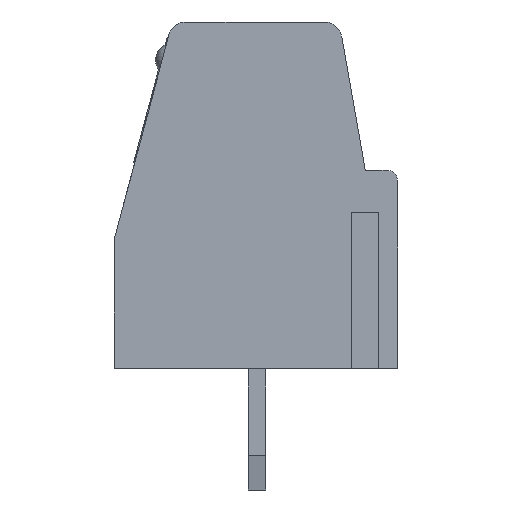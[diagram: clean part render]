
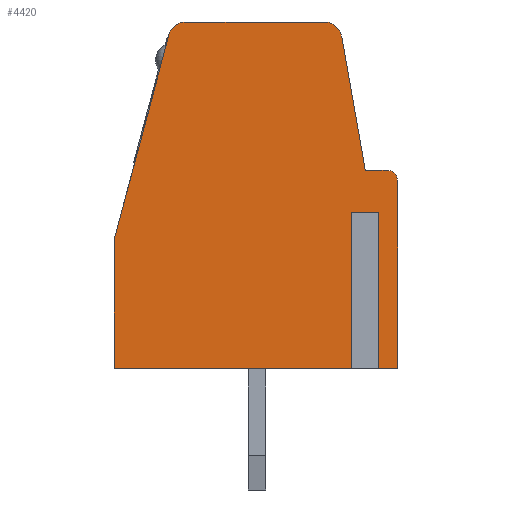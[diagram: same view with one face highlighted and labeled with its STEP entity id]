
A CAD part, left-side view. The second image highlights one B-rep face of the part: STEP entity #4420.
In plain terms, the highlighted planar face has unit normal (-1, 0, 0).
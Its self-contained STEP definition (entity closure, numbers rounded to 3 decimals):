
#4420=ADVANCED_FACE('',(#8774),#8775,.F.);
#8774=FACE_OUTER_BOUND('',#13936,.T.);
#8775=PLANE('',#13937);
#13936=EDGE_LOOP('',(#24468,#24469,#24470,#24471,#24472,#24473,#24474,#24475,#24476,#24477,#24478,#24479,#24480,#24481));
#13937=AXIS2_PLACEMENT_3D('',#24482,#24483,#24484);
#24468=ORIENTED_EDGE('',*,*,#28247,.F.);
#24469=ORIENTED_EDGE('',*,*,#28248,.F.);
#24470=ORIENTED_EDGE('',*,*,#28249,.F.);
#24471=ORIENTED_EDGE('',*,*,#28250,.F.);
#24472=ORIENTED_EDGE('',*,*,#28095,.F.);
#24473=ORIENTED_EDGE('',*,*,#28092,.F.);
#24474=ORIENTED_EDGE('',*,*,#28104,.T.);
#24475=ORIENTED_EDGE('',*,*,#28107,.F.);
#24476=ORIENTED_EDGE('',*,*,#28110,.T.);
#24477=ORIENTED_EDGE('',*,*,#28113,.T.);
#24478=ORIENTED_EDGE('',*,*,#28118,.T.);
#24479=ORIENTED_EDGE('',*,*,#28137,.T.);
#24480=ORIENTED_EDGE('',*,*,#28251,.T.);
#24481=ORIENTED_EDGE('',*,*,#28252,.F.);
#24482=CARTESIAN_POINT('',(0.,4.239,3.926));
#24483=DIRECTION('',(1.0,0.0,0.0));
#24484=DIRECTION('',(0.0,1.0,0.0));
#28092=EDGE_CURVE('',#33169,#33167,#33171,.T.);
#28095=EDGE_CURVE('',#33167,#33173,#33175,.T.);
#28104=EDGE_CURVE('',#33169,#33188,#33190,.T.);
#28107=EDGE_CURVE('',#33192,#33188,#33194,.T.);
#28110=EDGE_CURVE('',#33192,#33196,#33198,.T.);
#28113=EDGE_CURVE('',#33196,#33200,#33202,.T.);
#28118=EDGE_CURVE('',#33200,#33206,#33208,.T.);
#28137=EDGE_CURVE('',#33206,#33232,#33234,.T.);
#28247=EDGE_CURVE('',#33392,#33393,#33394,.T.);
#28248=EDGE_CURVE('',#33395,#33392,#33396,.T.);
#28249=EDGE_CURVE('',#33397,#33395,#33398,.T.);
#28250=EDGE_CURVE('',#33173,#33397,#33399,.T.);
#28251=EDGE_CURVE('',#33232,#33400,#33401,.T.);
#28252=EDGE_CURVE('',#33393,#33400,#33402,.T.);
#33167=VERTEX_POINT('',#40719);
#33169=VERTEX_POINT('',#40722);
#33171=CIRCLE('',#40725,0.3);
#33173=VERTEX_POINT('',#40727);
#33175=LINE('',#40730,#40731);
#33188=VERTEX_POINT('',#40750);
#33190=LINE('',#40753,#40754);
#33192=VERTEX_POINT('',#40756);
#33194=LINE('',#40759,#40760);
#33196=VERTEX_POINT('',#40762);
#33198=CIRCLE('',#40765,0.5);
#33200=VERTEX_POINT('',#40767);
#33202=LINE('',#40770,#40771);
#33206=VERTEX_POINT('',#40775);
#33208=CIRCLE('',#40778,0.5);
#33232=VERTEX_POINT('',#40809);
#33234=LINE('',#40812,#40813);
#33392=VERTEX_POINT('',#41044);
#33393=VERTEX_POINT('',#41045);
#33394=LINE('',#41046,#41047);
#33395=VERTEX_POINT('',#41048);
#33396=LINE('',#41049,#41050);
#33397=VERTEX_POINT('',#41051);
#33398=LINE('',#41052,#41053);
#33399=LINE('',#41054,#41055);
#33400=VERTEX_POINT('',#41056);
#33401=LINE('',#41057,#41058);
#33402=LINE('',#41059,#41060);
#40719=CARTESIAN_POINT('',(0.,0.,5.4));
#40722=CARTESIAN_POINT('',(0.,0.3,5.7));
#40725=AXIS2_PLACEMENT_3D('',#43980,#43981,#43982);
#40727=CARTESIAN_POINT('',(0.,0.,0.0));
#40730=CARTESIAN_POINT('',(0.,0.,3.926));
#40731=VECTOR('',#43984,1.0);
#40750=CARTESIAN_POINT('',(0.,0.928,5.7));
#40753=CARTESIAN_POINT('',(0.,0.,5.7));
#40754=VECTOR('',#43992,1.0);
#40756=CARTESIAN_POINT('',(0.,1.608,9.557));
#40759=CARTESIAN_POINT('',(0.,1.681,9.97));
#40760=VECTOR('',#43994,1.0);
#40762=CARTESIAN_POINT('',(0.,2.1,9.97));
#40765=AXIS2_PLACEMENT_3D('',#43996,#43997,#43998);
#40767=CARTESIAN_POINT('',(0.,6.097,9.97));
#40770=CARTESIAN_POINT('',(0.,1.625,9.97));
#40771=VECTOR('',#44000,1.0);
#40775=CARTESIAN_POINT('',(0.,6.58,9.599));
#40778=AXIS2_PLACEMENT_3D('',#44008,#44009,#44010);
#40809=CARTESIAN_POINT('',(0.,8.15,3.74));
#40812=CARTESIAN_POINT('',(0.,8.1,3.926));
#40813=VECTOR('',#44034,1.0);
#41044=CARTESIAN_POINT('',(0.,1.137,4.5));
#41045=CARTESIAN_POINT('',(0.,1.137,0.0));
#41046=CARTESIAN_POINT('',(0.,1.137,3.926));
#41047=VECTOR('',#44126,1.0);
#41048=CARTESIAN_POINT('',(0.,0.723,4.5));
#41049=CARTESIAN_POINT('',(0.,4.239,4.5));
#41050=VECTOR('',#44127,1.0);
#41051=CARTESIAN_POINT('',(0.,0.723,0.0));
#41052=CARTESIAN_POINT('',(0.,0.723,3.926));
#41053=VECTOR('',#44128,1.0);
#41054=CARTESIAN_POINT('',(0.,0.,0.0));
#41055=VECTOR('',#44129,1.0);
#41056=CARTESIAN_POINT('',(0.,8.15,0.0));
#41057=CARTESIAN_POINT('',(0.,8.15,3.926));
#41058=VECTOR('',#44130,1.0);
#41059=CARTESIAN_POINT('',(0.,0.,0.0));
#41060=VECTOR('',#44131,1.0);
#43980=CARTESIAN_POINT('',(0.,0.3,5.4));
#43981=DIRECTION('',(1.0,0.0,0.0));
#43982=DIRECTION('',(0.0,1.0,0.0));
#43984=DIRECTION('',(0.0,0.0,-1.0));
#43992=DIRECTION('',(0.0,1.0,0.0));
#43994=DIRECTION('',(0.0,-0.174,-0.985));
#43996=CARTESIAN_POINT('',(0.,2.1,9.47));
#43997=DIRECTION('',(-1.0,0.0,0.0));
#43998=DIRECTION('',(0.0,-1.0,0.0));
#44000=DIRECTION('',(0.0,1.0,0.0));
#44008=CARTESIAN_POINT('',(0.,6.097,9.47));
#44009=DIRECTION('',(-1.0,0.0,0.0));
#44010=DIRECTION('',(0.0,-1.0,0.0));
#44034=DIRECTION('',(0.0,0.259,-0.966));
#44126=DIRECTION('',(0.0,0.0,-1.0));
#44127=DIRECTION('',(0.0,1.0,0.0));
#44128=DIRECTION('',(0.0,0.0,1.0));
#44129=DIRECTION('',(0.0,1.0,0.0));
#44130=DIRECTION('',(0.0,0.0,-1.0));
#44131=DIRECTION('',(0.0,1.0,0.0));
